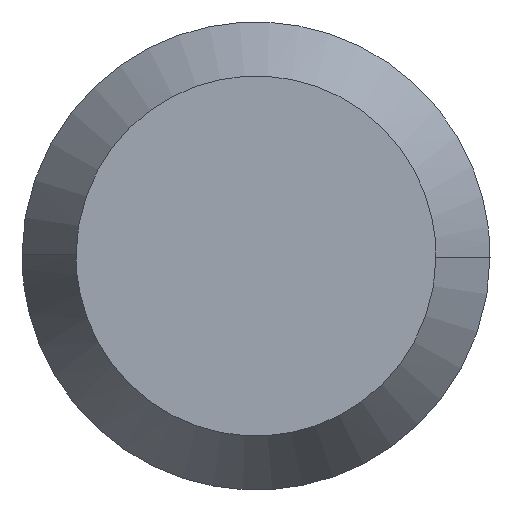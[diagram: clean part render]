
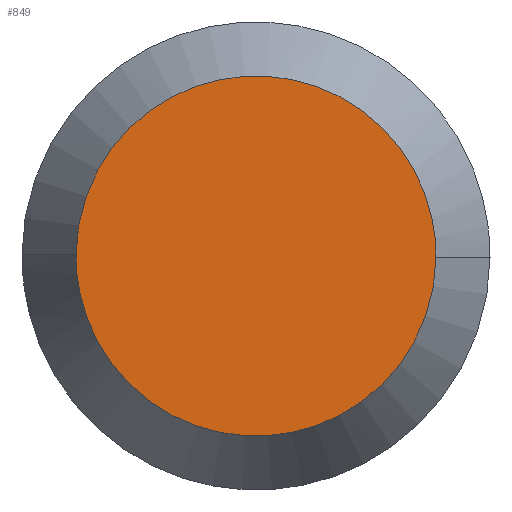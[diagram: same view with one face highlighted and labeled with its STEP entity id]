
A CAD part, left-side view. The second image highlights one B-rep face of the part: STEP entity #849.
In plain terms, the highlighted planar face has unit normal (-1, 0, 0).
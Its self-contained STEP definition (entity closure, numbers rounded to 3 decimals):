
#480 = ( BOUNDED_SURFACE() B_SPLINE_SURFACE(2,1,(
    (#481,#482)
    ,(#483,#484)
    ,(#485,#486)
    ,(#487,#488)
,(#489,#490
    )),.UNSPECIFIED.,.F.,.F.,.F.) B_SPLINE_SURFACE_WITH_KNOTS((3,2,3),(2
    ,2),(3.142,4.712,6.283),(0.,5.639)
,.PIECEWISE_BEZIER_KNOTS.) GEOMETRIC_REPRESENTATION_ITEM() 
RATIONAL_B_SPLINE_SURFACE((
    (1.,1.)
    ,(0.707,0.707)
    ,(1.,1.)
    ,(0.707,0.707)
,(1.,1.))) REPRESENTATION_ITEM('') SURFACE() );
#481 = CARTESIAN_POINT('',(-2.13,20.5,
    392.));
#482 = CARTESIAN_POINT('',(2.753,23.319,392.018
    ));
#483 = CARTESIAN_POINT('',(-2.13,20.5,
    392.));
#484 = CARTESIAN_POINT('',(2.753,23.301,394.838
    ));
#485 = CARTESIAN_POINT('',(-2.13,20.5,
    392.));
#486 = CARTESIAN_POINT('',(2.753,20.482,
    394.819));
#487 = CARTESIAN_POINT('',(-2.13,20.5,
    392.));
#488 = CARTESIAN_POINT('',(2.753,17.662,
    394.801));
#489 = CARTESIAN_POINT('',(-2.13,20.5,
    392.));
#490 = CARTESIAN_POINT('',(2.753,17.681,
    391.982));
#589 = VERTEX_POINT('',#590);
#590 = CARTESIAN_POINT('',(1.2,22.423,
    392.013));
#596 = ( BOUNDED_SURFACE() B_SPLINE_SURFACE(2,1,(
    (#597,#598)
    ,(#599,#600)
    ,(#601,#602)
    ,(#603,#604)
,(#605,#606
    )),.UNSPECIFIED.,.F.,.F.,.F.) B_SPLINE_SURFACE_WITH_KNOTS((3,2,3),(2
    ,2),(0.,1.571,3.142),(0.,5.639),
.UNSPECIFIED.) GEOMETRIC_REPRESENTATION_ITEM() RATIONAL_B_SPLINE_SURFACE
((
    (1.,1.)
    ,(0.707,0.707)
    ,(1.,1.)
    ,(0.707,0.707)
,(1.,1.))) REPRESENTATION_ITEM('') SURFACE() );
#597 = CARTESIAN_POINT('',(-2.13,20.5,
    392.));
#598 = CARTESIAN_POINT('',(2.753,17.681,
    391.982));
#599 = CARTESIAN_POINT('',(-2.13,20.5,
    392.));
#600 = CARTESIAN_POINT('',(2.753,17.699,389.162
    ));
#601 = CARTESIAN_POINT('',(-2.13,20.5,
    392.));
#602 = CARTESIAN_POINT('',(2.753,20.518,389.181
    ));
#603 = CARTESIAN_POINT('',(-2.13,20.5,
    392.));
#604 = CARTESIAN_POINT('',(2.753,23.338,
    389.199));
#605 = CARTESIAN_POINT('',(-2.13,20.5,
    392.));
#606 = CARTESIAN_POINT('',(2.753,23.319,392.018
    ));
#733 = VERTEX_POINT('',#734);
#734 = CARTESIAN_POINT('',(1.2,18.577,391.987
    ));
#798 = EDGE_CURVE('',#733,#589,#799,.T.);
#799 = SURFACE_CURVE('',#800,(#806,#835),.PCURVE_S1.);
#800 = ( BOUNDED_CURVE() B_SPLINE_CURVE(2,(#801,#802,#803,#804,#805),
.UNSPECIFIED.,.F.,.F.) B_SPLINE_CURVE_WITH_KNOTS((3,2,3),(
-12.08,-9.06,-6.04),.UNSPECIFIED.) CURVE() 
GEOMETRIC_REPRESENTATION_ITEM() RATIONAL_B_SPLINE_CURVE((1.,
0.707,1.,0.707,1.)) REPRESENTATION_ITEM('') );
#801 = CARTESIAN_POINT('',(1.2,18.577,391.987
    ));
#802 = CARTESIAN_POINT('',(1.2,18.59,390.065
    ));
#803 = CARTESIAN_POINT('',(1.2,20.513,
    390.077));
#804 = CARTESIAN_POINT('',(1.2,22.435,
    390.09));
#805 = CARTESIAN_POINT('',(1.2,22.423,
    392.013));
#806 = PCURVE('',#596,#807);
#807 = DEFINITIONAL_REPRESENTATION('',(#808),#834);
#808 = B_SPLINE_CURVE_WITH_KNOTS('',3,(#809,#810,#811,#812,#813,#814,
    #815,#816,#817,#818,#819,#820,#821,#822,#823,#824,#825,#826,#827,
    #828,#829,#830,#831,#832,#833),.UNSPECIFIED.,.F.,.F.,(4,1,1,1,1,1,1,
    1,1,1,1,1,1,1,1,1,1,1,1,1,1,1,4),(-12.08,-11.806,
    -11.531,-11.257,-10.982,-10.708,
    -10.433,-10.158,-9.884,-9.609,
    -9.335,-9.06,-8.786,-8.511,
    -8.237,-7.962,-7.688,-7.413,
    -7.138,-6.864,-6.589,-6.315,
    -6.04),.QUASI_UNIFORM_KNOTS.);
#809 = CARTESIAN_POINT('',(0.,3.845));
#810 = CARTESIAN_POINT('',(0.048,3.845));
#811 = CARTESIAN_POINT('',(0.143,3.845));
#812 = CARTESIAN_POINT('',(0.286,3.845));
#813 = CARTESIAN_POINT('',(0.428,3.845));
#814 = CARTESIAN_POINT('',(0.571,3.845));
#815 = CARTESIAN_POINT('',(0.714,3.845));
#816 = CARTESIAN_POINT('',(0.857,3.845));
#817 = CARTESIAN_POINT('',(1.,3.845));
#818 = CARTESIAN_POINT('',(1.142,3.845));
#819 = CARTESIAN_POINT('',(1.285,3.845));
#820 = CARTESIAN_POINT('',(1.428,3.845));
#821 = CARTESIAN_POINT('',(1.571,3.845));
#822 = CARTESIAN_POINT('',(1.714,3.845));
#823 = CARTESIAN_POINT('',(1.856,3.845));
#824 = CARTESIAN_POINT('',(1.999,3.845));
#825 = CARTESIAN_POINT('',(2.142,3.845));
#826 = CARTESIAN_POINT('',(2.285,3.845));
#827 = CARTESIAN_POINT('',(2.428,3.845));
#828 = CARTESIAN_POINT('',(2.57,3.845));
#829 = CARTESIAN_POINT('',(2.713,3.845));
#830 = CARTESIAN_POINT('',(2.856,3.845));
#831 = CARTESIAN_POINT('',(2.999,3.845));
#832 = CARTESIAN_POINT('',(3.094,3.845));
#833 = CARTESIAN_POINT('',(3.142,3.845));
#834 = ( GEOMETRIC_REPRESENTATION_CONTEXT(2) 
PARAMETRIC_REPRESENTATION_CONTEXT() REPRESENTATION_CONTEXT('2D SPACE',''
  ) );
#835 = PCURVE('',#836,#841);
#836 = PLANE('',#837);
#837 = AXIS2_PLACEMENT_3D('',#838,#839,#840);
#838 = CARTESIAN_POINT('',(1.2,22.911,394.443
    ));
#839 = DIRECTION('',(-1.,0.,0.));
#840 = DIRECTION('',(0.,-0.007,
    1.));
#841 = DEFINITIONAL_REPRESENTATION('',(#842),#848);
#842 = ( BOUNDED_CURVE() B_SPLINE_CURVE(2,(#843,#844,#845,#846,#847),
.UNSPECIFIED.,.F.,.F.) B_SPLINE_CURVE_WITH_KNOTS((3,2,3),(
-12.08,-9.06,-6.04),.UNSPECIFIED.) CURVE() 
GEOMETRIC_REPRESENTATION_ITEM() RATIONAL_B_SPLINE_CURVE((1.,
0.707,1.,0.707,1.)) REPRESENTATION_ITEM('') );
#843 = CARTESIAN_POINT('',(-2.427,-4.35));
#844 = CARTESIAN_POINT('',(-4.35,-4.35));
#845 = CARTESIAN_POINT('',(-4.35,-2.427));
#846 = CARTESIAN_POINT('',(-4.35,-0.505));
#847 = CARTESIAN_POINT('',(-2.427,-0.505));
#848 = ( GEOMETRIC_REPRESENTATION_CONTEXT(2) 
PARAMETRIC_REPRESENTATION_CONTEXT() REPRESENTATION_CONTEXT('2D SPACE',''
  ) );
#849 = ADVANCED_FACE('',(#850),#836,.T.);
#850 = FACE_BOUND('',#851,.T.);
#851 = EDGE_LOOP('',(#852,#899));
#852 = ORIENTED_EDGE('',*,*,#853,.F.);
#853 = EDGE_CURVE('',#589,#733,#854,.T.);
#854 = SURFACE_CURVE('',#855,(#861,#870),.PCURVE_S1.);
#855 = ( BOUNDED_CURVE() B_SPLINE_CURVE(2,(#856,#857,#858,#859,#860),
.UNSPECIFIED.,.F.,.F.) B_SPLINE_CURVE_WITH_KNOTS((3,2,3),(-6.04
,-3.02,0.),.UNSPECIFIED.) CURVE() GEOMETRIC_REPRESENTATION_ITEM
() RATIONAL_B_SPLINE_CURVE((1.,0.707,1.,0.707,1.)) 
REPRESENTATION_ITEM('') );
#856 = CARTESIAN_POINT('',(1.2,22.423,
    392.013));
#857 = CARTESIAN_POINT('',(1.2,22.41,
    393.935));
#858 = CARTESIAN_POINT('',(1.2,20.487,
    393.923));
#859 = CARTESIAN_POINT('',(1.2,18.565,
    393.91));
#860 = CARTESIAN_POINT('',(1.2,18.577,391.987
    ));
#861 = PCURVE('',#836,#862);
#862 = DEFINITIONAL_REPRESENTATION('',(#863),#869);
#863 = ( BOUNDED_CURVE() B_SPLINE_CURVE(2,(#864,#865,#866,#867,#868),
.UNSPECIFIED.,.F.,.F.) B_SPLINE_CURVE_WITH_KNOTS((3,2,3),(-6.04
,-3.02,0.),.UNSPECIFIED.) CURVE() GEOMETRIC_REPRESENTATION_ITEM
() RATIONAL_B_SPLINE_CURVE((1.,0.707,1.,0.707,1.)) 
REPRESENTATION_ITEM('') );
#864 = CARTESIAN_POINT('',(-2.427,-0.505));
#865 = CARTESIAN_POINT('',(-0.505,-0.505));
#866 = CARTESIAN_POINT('',(-0.505,-2.427));
#867 = CARTESIAN_POINT('',(-0.505,-4.35));
#868 = CARTESIAN_POINT('',(-2.427,-4.35));
#869 = ( GEOMETRIC_REPRESENTATION_CONTEXT(2) 
PARAMETRIC_REPRESENTATION_CONTEXT() REPRESENTATION_CONTEXT('2D SPACE',''
  ) );
#870 = PCURVE('',#480,#871);
#871 = DEFINITIONAL_REPRESENTATION('',(#872),#898);
#872 = B_SPLINE_CURVE_WITH_KNOTS('',3,(#873,#874,#875,#876,#877,#878,
    #879,#880,#881,#882,#883,#884,#885,#886,#887,#888,#889,#890,#891,
    #892,#893,#894,#895,#896,#897),.UNSPECIFIED.,.F.,.F.,(4,1,1,1,1,1,1,
    1,1,1,1,1,1,1,1,1,1,1,1,1,1,1,4),(-6.04,-5.766,
    -5.491,-5.217,-4.942,-4.667,
    -4.393,-4.118,-3.844,-3.569,
    -3.295,-3.02,-2.746,-2.471,
    -2.196,-1.922,-1.647,-1.373,
    -1.098,-0.824,-0.549,-0.275,0.),
  .QUASI_UNIFORM_KNOTS.);
#873 = CARTESIAN_POINT('',(3.142,3.845));
#874 = CARTESIAN_POINT('',(3.189,3.845));
#875 = CARTESIAN_POINT('',(3.284,3.845));
#876 = CARTESIAN_POINT('',(3.427,3.845));
#877 = CARTESIAN_POINT('',(3.57,3.845));
#878 = CARTESIAN_POINT('',(3.713,3.845));
#879 = CARTESIAN_POINT('',(3.856,3.845));
#880 = CARTESIAN_POINT('',(3.998,3.845));
#881 = CARTESIAN_POINT('',(4.141,3.845));
#882 = CARTESIAN_POINT('',(4.284,3.845));
#883 = CARTESIAN_POINT('',(4.427,3.845));
#884 = CARTESIAN_POINT('',(4.57,3.845));
#885 = CARTESIAN_POINT('',(4.712,3.845));
#886 = CARTESIAN_POINT('',(4.855,3.845));
#887 = CARTESIAN_POINT('',(4.998,3.845));
#888 = CARTESIAN_POINT('',(5.141,3.845));
#889 = CARTESIAN_POINT('',(5.284,3.845));
#890 = CARTESIAN_POINT('',(5.426,3.845));
#891 = CARTESIAN_POINT('',(5.569,3.845));
#892 = CARTESIAN_POINT('',(5.712,3.845));
#893 = CARTESIAN_POINT('',(5.855,3.845));
#894 = CARTESIAN_POINT('',(5.998,3.845));
#895 = CARTESIAN_POINT('',(6.14,3.845));
#896 = CARTESIAN_POINT('',(6.236,3.845));
#897 = CARTESIAN_POINT('',(6.283,3.845));
#898 = ( GEOMETRIC_REPRESENTATION_CONTEXT(2) 
PARAMETRIC_REPRESENTATION_CONTEXT() REPRESENTATION_CONTEXT('2D SPACE',''
  ) );
#899 = ORIENTED_EDGE('',*,*,#798,.F.);
